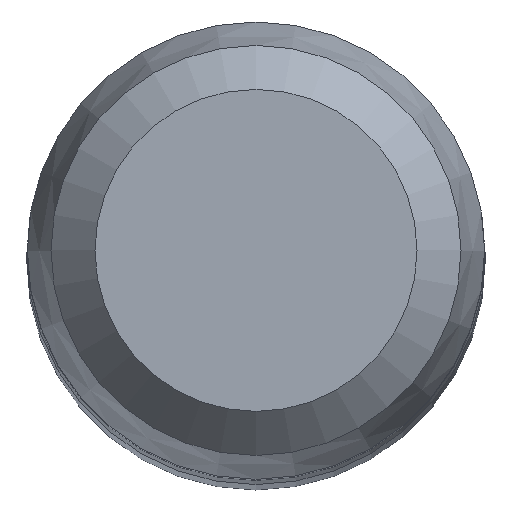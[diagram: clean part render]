
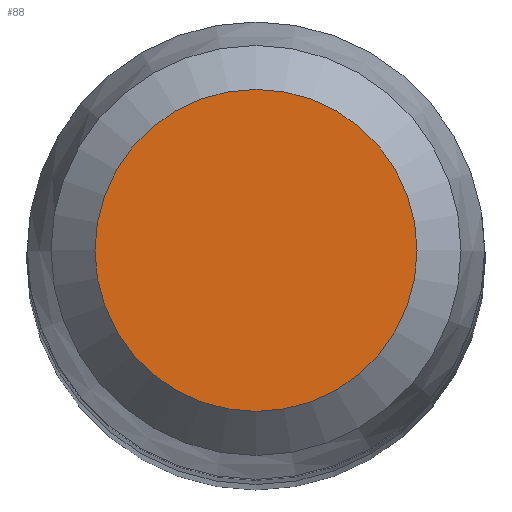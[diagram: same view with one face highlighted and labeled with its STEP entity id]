
A CAD part, top view. The second image highlights one B-rep face of the part: STEP entity #88.
In plain terms, the highlighted planar face has unit normal (0, 0, 1).
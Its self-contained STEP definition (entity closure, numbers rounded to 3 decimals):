
#51=PLANE('',#727);
#61=FACE_OUTER_BOUND('',#151,.T.);
#88=ADVANCED_FACE('',(#61),#51,.F.);
#151=EDGE_LOOP('',(#223));
#223=ORIENTED_EDGE('',*,*,#289,.T.);
#253=VERTEX_POINT('',#1029);
#289=EDGE_CURVE('',#253,#253,#305,.T.);
#305=CIRCLE('',#726,1.73);
#726=AXIS2_PLACEMENT_3D('',#1028,#867,#868);
#727=AXIS2_PLACEMENT_3D('',#1030,#869,#870);
#867=DIRECTION('',(0.,0.,1.));
#868=DIRECTION('',(-1.,0.,0.));
#869=DIRECTION('',(0.,0.,-1.));
#870=DIRECTION('',(-1.,0.,0.));
#1028=CARTESIAN_POINT('',(0.,0.,70.2));
#1029=CARTESIAN_POINT('',(-1.73,0.,70.2));
#1030=CARTESIAN_POINT('',(-10.5,0.,70.2));
